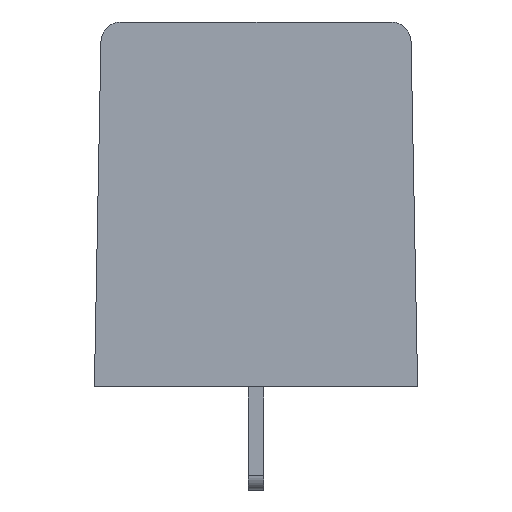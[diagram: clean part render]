
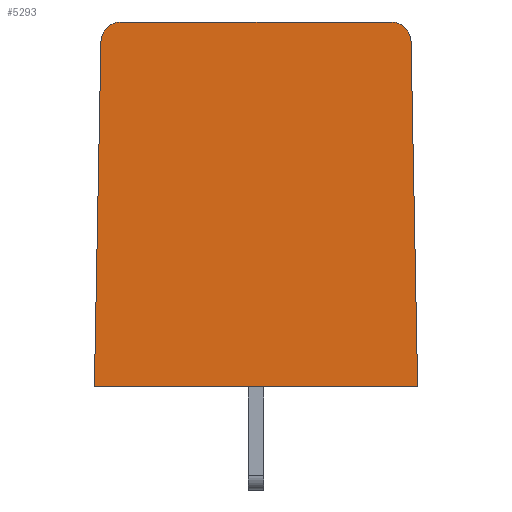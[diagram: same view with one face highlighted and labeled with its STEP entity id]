
A CAD part, left-side view. The second image highlights one B-rep face of the part: STEP entity #5293.
In plain terms, the highlighted planar face has unit normal (-1, 0, 0.011).
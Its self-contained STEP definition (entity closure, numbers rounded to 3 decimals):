
#5293=ADVANCED_FACE('',(#11169),#11171,.T.);
#11169=FACE_BOUND('',#11170,.T.);
#11170=EDGE_LOOP('',(#16059,#16060,#16061,#16062,#16063,#16064));
#11171=PLANE('',#11172);
#11172=AXIS2_PLACEMENT_3D('',#11173,#11174,#11175);
#11173=CARTESIAN_POINT('',(-43.7,8.15,0.));
#11174=DIRECTION('',(-1.,0.,0.011));
#11175=DIRECTION('',(0.,-1.,0.));
#16059=ORIENTED_EDGE('',*,*,#18763,.F.);
#16060=ORIENTED_EDGE('',*,*,#18772,.F.);
#16061=ORIENTED_EDGE('',*,*,#18770,.F.);
#16062=ORIENTED_EDGE('',*,*,#18769,.F.);
#16063=ORIENTED_EDGE('',*,*,#18766,.T.);
#16064=ORIENTED_EDGE('',*,*,#18764,.T.);
#18763=EDGE_CURVE('',#21853,#21851,#21855,.F.);
#18764=EDGE_CURVE('',#21856,#21851,#21857,.T.);
#18766=EDGE_CURVE('',#21859,#21856,#21860,.T.);
#18769=EDGE_CURVE('',#21859,#21862,#21864,.T.);
#18770=EDGE_CURVE('',#21862,#21865,#21866,.T.);
#18772=EDGE_CURVE('',#21865,#21853,#21868,.T.);
#21851=VERTEX_POINT('',#28364);
#21853=VERTEX_POINT('',#28368);
#21855=(BOUNDED_CURVE()B_SPLINE_CURVE(3,
(#28372,#28373,#28374,#28375),
.UNSPECIFIED.,.F.,.F.)B_SPLINE_CURVE_WITH_KNOTS((4,4),
(0.,1.),
.UNSPECIFIED.)CURVE()GEOMETRIC_REPRESENTATION_ITEM()RATIONAL_B_SPLINE_CURVE((1.,
0.809,0.809,1.))REPRESENTATION_ITEM(''));
#21856=VERTEX_POINT('',#28376);
#21857=LINE('',#28377,#28378);
#21859=VERTEX_POINT('',#28383);
#21860=LINE('',#28384,#28385);
#21862=VERTEX_POINT('',#28390);
#21864=LINE('',#28394,#28395);
#21865=VERTEX_POINT('',#28397);
#21866=(BOUNDED_CURVE()B_SPLINE_CURVE(3,
(#28398,#28399,#28400,#28401),
.UNSPECIFIED.,.F.,.F.)B_SPLINE_CURVE_WITH_KNOTS((4,4),
(0.,1.),
.UNSPECIFIED.)CURVE()GEOMETRIC_REPRESENTATION_ITEM()RATIONAL_B_SPLINE_CURVE((1.,
0.809,0.809,1.))REPRESENTATION_ITEM(''));
#21868=LINE('',#28405,#28406);
#28364=CARTESIAN_POINT('',(-43.511,-7.819,17.419));
#28368=CARTESIAN_POINT('',(-43.5,-6.819,18.4));
#28372=CARTESIAN_POINT('',(-43.511,-7.819,17.419));
#28373=CARTESIAN_POINT('',(-43.504,-7.808,17.996));
#28374=CARTESIAN_POINT('',(-43.5,-7.396,18.4));
#28375=CARTESIAN_POINT('',(-43.5,-6.819,18.4));
#28376=CARTESIAN_POINT('',(-43.7,-8.15,0.));
#28377=CARTESIAN_POINT('',(-43.7,-8.15,0.));
#28378=VECTOR('',#28379,1.);
#28379=DIRECTION('',(0.011,0.019,1.));
#28383=CARTESIAN_POINT('',(-43.7,8.15,0.));
#28384=CARTESIAN_POINT('',(-43.7,8.15,0.));
#28385=VECTOR('',#28386,1.);
#28386=DIRECTION('',(0.,-1.,0.));
#28390=CARTESIAN_POINT('',(-43.511,7.819,17.419));
#28394=CARTESIAN_POINT('',(-43.7,8.15,0.));
#28395=VECTOR('',#28396,1.);
#28396=DIRECTION('',(0.011,-0.019,1.));
#28397=CARTESIAN_POINT('',(-43.5,6.819,18.4));
#28398=CARTESIAN_POINT('',(-43.511,7.819,17.419));
#28399=CARTESIAN_POINT('',(-43.504,7.808,17.996));
#28400=CARTESIAN_POINT('',(-43.5,7.396,18.4));
#28401=CARTESIAN_POINT('',(-43.5,6.819,18.4));
#28405=CARTESIAN_POINT('',(-43.5,6.819,18.4));
#28406=VECTOR('',#28407,1.);
#28407=DIRECTION('',(0.,-1.,0.));
